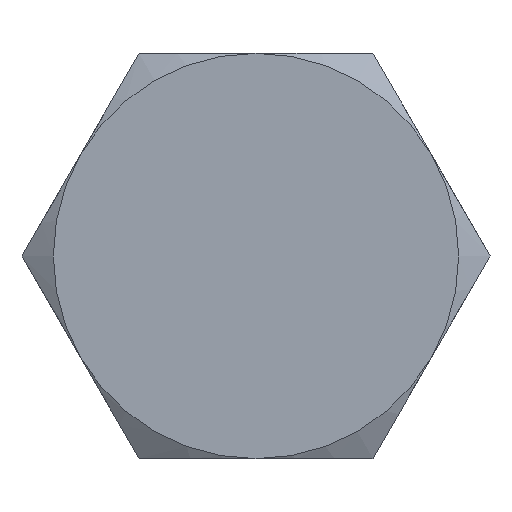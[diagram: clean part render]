
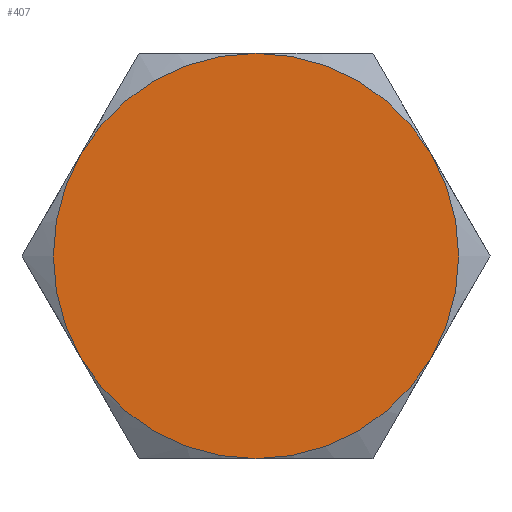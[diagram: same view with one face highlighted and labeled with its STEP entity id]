
A CAD part, left-side view. The second image highlights one B-rep face of the part: STEP entity #407.
In plain terms, the highlighted planar face has unit normal (-1, 0, 0).
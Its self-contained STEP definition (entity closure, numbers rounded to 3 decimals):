
#7 = EDGE_CURVE ( 'NONE', #549, #493, #167, .T. ) ;
#26 = PLANE ( 'NONE',  #41 ) ;
#32 = DIRECTION ( 'NONE',  ( 0., 0., -1. ) ) ;
#33 = DIRECTION ( 'NONE',  ( 0., 0., -1. ) ) ;
#41 = AXIS2_PLACEMENT_3D ( 'NONE', #84, #323, #33 ) ;
#42 = AXIS2_PLACEMENT_3D ( 'NONE', #430, #144, #490 ) ;
#44 = CARTESIAN_POINT ( 'NONE',  ( 0., 7.361, 4.25 ) ) ;
#69 = CIRCLE ( 'NONE', #136, 8.5 ) ;
#84 = CARTESIAN_POINT ( 'NONE',  ( 0., 9.815, 0. ) ) ;
#105 = ORIENTED_EDGE ( 'NONE', *, *, #696, .F. ) ;
#111 = EDGE_CURVE ( 'NONE', #447, #493, #310, .T. ) ;
#124 = CARTESIAN_POINT ( 'NONE',  ( 0., 0., 0. ) ) ;
#129 = DIRECTION ( 'NONE',  ( 1., 0., 0. ) ) ;
#131 = ORIENTED_EDGE ( 'NONE', *, *, #7, .F. ) ;
#136 = AXIS2_PLACEMENT_3D ( 'NONE', #617, #612, #32 ) ;
#144 = DIRECTION ( 'NONE',  ( 1., 0., 0. ) ) ;
#167 = CIRCLE ( 'NONE', #42, 8.5 ) ;
#182 = VERTEX_POINT ( 'NONE', #191 ) ;
#191 = CARTESIAN_POINT ( 'NONE',  ( 0., 0., -8.5 ) ) ;
#197 = AXIS2_PLACEMENT_3D ( 'NONE', #515, #297, #352 ) ;
#198 = CARTESIAN_POINT ( 'NONE',  ( 0., -7.361, -4.25 ) ) ;
#216 = EDGE_CURVE ( 'NONE', #344, #182, #69, .T. ) ;
#255 = AXIS2_PLACEMENT_3D ( 'NONE', #315, #540, #477 ) ;
#278 = EDGE_LOOP ( 'NONE', ( #105, #451, #626, #650, #552, #131 ) ) ;
#288 = CARTESIAN_POINT ( 'NONE',  ( 0., 0., 8.5 ) ) ;
#294 = CIRCLE ( 'NONE', #425, 8.5 ) ;
#297 = DIRECTION ( 'NONE',  ( 1., 0., 0. ) ) ;
#310 = CIRCLE ( 'NONE', #255, 8.5 ) ;
#315 = CARTESIAN_POINT ( 'NONE',  ( 0., 0., 0. ) ) ;
#323 = DIRECTION ( 'NONE',  ( 1., 0., 0. ) ) ;
#329 = CARTESIAN_POINT ( 'NONE',  ( 0., -7.361, 4.25 ) ) ;
#344 = VERTEX_POINT ( 'NONE', #198 ) ;
#352 = DIRECTION ( 'NONE',  ( 0., 0., -1. ) ) ;
#365 = DIRECTION ( 'NONE',  ( 0., 0., -1. ) ) ;
#379 = FACE_OUTER_BOUND ( 'NONE', #278, .T. ) ;
#407 = ADVANCED_FACE ( 'NONE', ( #379 ), #26, .F. ) ;
#425 = AXIS2_PLACEMENT_3D ( 'NONE', #124, #524, #527 ) ;
#430 = CARTESIAN_POINT ( 'NONE',  ( 0., 0., 0. ) ) ;
#447 = VERTEX_POINT ( 'NONE', #288 ) ;
#451 = ORIENTED_EDGE ( 'NONE', *, *, #216, .F. ) ;
#457 = CARTESIAN_POINT ( 'NONE',  ( 0., 7.361, -4.25 ) ) ;
#477 = DIRECTION ( 'NONE',  ( 0., 0., 1. ) ) ;
#490 = DIRECTION ( 'NONE',  ( 0., 0., -1. ) ) ;
#493 = VERTEX_POINT ( 'NONE', #44 ) ;
#515 = CARTESIAN_POINT ( 'NONE',  ( 0., 0., 0. ) ) ;
#524 = DIRECTION ( 'NONE',  ( 1., 0., 0. ) ) ;
#527 = DIRECTION ( 'NONE',  ( 0., 0., -1. ) ) ;
#533 = VERTEX_POINT ( 'NONE', #329 ) ;
#540 = DIRECTION ( 'NONE',  ( -1., 0., 0. ) ) ;
#549 = VERTEX_POINT ( 'NONE', #457 ) ;
#552 = ORIENTED_EDGE ( 'NONE', *, *, #111, .T. ) ;
#572 = CIRCLE ( 'NONE', #664, 8.5 ) ;
#579 = EDGE_CURVE ( 'NONE', #533, #344, #594, .T. ) ;
#594 = CIRCLE ( 'NONE', #197, 8.5 ) ;
#612 = DIRECTION ( 'NONE',  ( 1., 0., 0. ) ) ;
#617 = CARTESIAN_POINT ( 'NONE',  ( 0., 0., 0. ) ) ;
#626 = ORIENTED_EDGE ( 'NONE', *, *, #579, .F. ) ;
#650 = ORIENTED_EDGE ( 'NONE', *, *, #658, .F. ) ;
#658 = EDGE_CURVE ( 'NONE', #447, #533, #294, .T. ) ;
#664 = AXIS2_PLACEMENT_3D ( 'NONE', #715, #129, #365 ) ;
#696 = EDGE_CURVE ( 'NONE', #182, #549, #572, .T. ) ;
#715 = CARTESIAN_POINT ( 'NONE',  ( 0., 0., 0. ) ) ;
